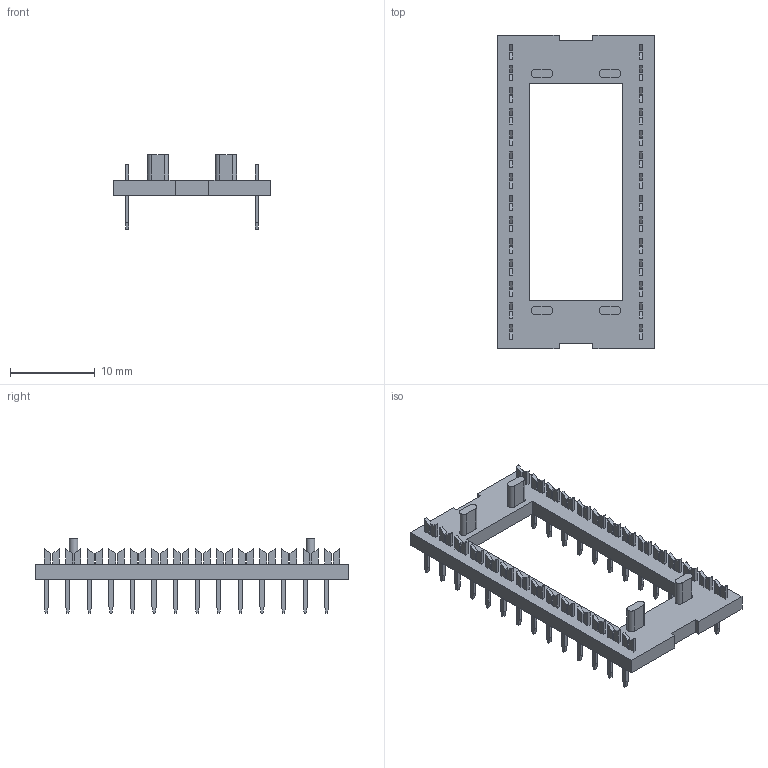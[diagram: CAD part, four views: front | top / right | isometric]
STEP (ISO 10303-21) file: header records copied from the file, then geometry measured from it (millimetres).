
FILE_DESCRIPTION(/* description */ (''),/* implementation_level */ '2;1');
FILE_NAME(/* name */ 'DIP_28_W15_24mm_wire_adapter.step',/* time_stamp */ '2023-10-29T13:47:00+01:00',/* author */ (''),/* organization */ (''),/* preprocessor_version */ 'ST-DEVELOPER v20',/* originating_system */ 'Autodesk Translation Framework v12.14.0.127',/* authorisation */ '');
FILE_SCHEMA (('AUTOMOTIVE_DESIGN { 1 0 10303 214 3 1 1 }'));
Length unit declared in the file: millimetre
Products named in the file (1): DIP 28 to Wire
Bounding box: 18.4 x 36.88 x 8.8 mm (x, y, z)
Volume: 787.2 mm3; surface area: 1631 mm2
Topology: 5 solids, 5 shells, 502 faces, 1248 edges, 832 vertices
Faces by surface type: plane 494, cylinder 8
Entity records: 15101 total; most frequent: CARTESIAN_POINT 2583, ORIENTED_EDGE 2496, DIRECTION 2270, EDGE_CURVE 1248, LINE 1232, VECTOR 1232, VERTEX_POINT 832, EDGE_LOOP 580
